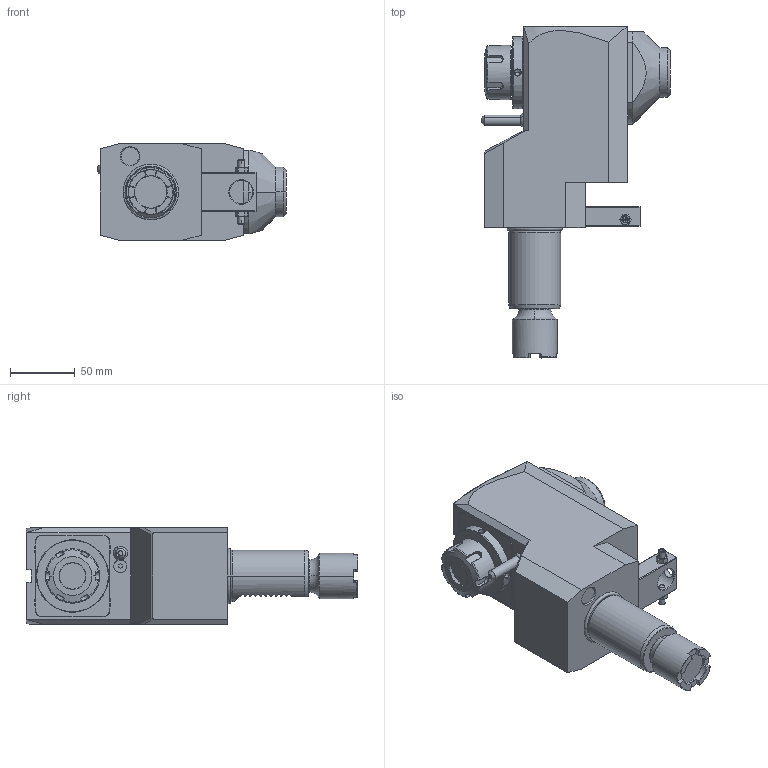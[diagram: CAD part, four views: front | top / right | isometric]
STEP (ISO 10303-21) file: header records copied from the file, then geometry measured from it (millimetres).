
FILE_DESCRIPTION((''),'2;1');
FILE_NAME('NGT1_40_451_25_3_2_120JB','2022-02-15T',('vali'),('NOVA GRUP'),'PRO/ENGINEER BY PARAMETRIC TECHNOLOGY CORPORATION, 2010280','PRO/ENGINEER BY PARAMETRIC TECHNOLOGY CORPORATION, 2010280','');
FILE_SCHEMA(('CONFIG_CONTROL_DESIGN'));
Length unit declared in the file: millimetre
Products named in the file (1): NGT1_40_451_25_3_2_120JB
Bounding box: 146.14 x 257 x 75 mm (x, y, z)
Volume: 1241388.7 mm3; surface area: 95440.2 mm2
Topology: 1 solids, 1 shells, 492 faces, 1255 edges, 769 vertices
Faces by surface type: plane 217, cone 89, cylinder 89, bspline 78, torus 15, extrusion 2, sphere 2
Entity records: 20830 total; most frequent: CARTESIAN_POINT 9907, ORIENTED_EDGE 2470, DIRECTION 1895, EDGE_CURVE 1235, VERTEX_POINT 769, AXIS2_PLACEMENT_3D 652, VECTOR 591, LINE 589
